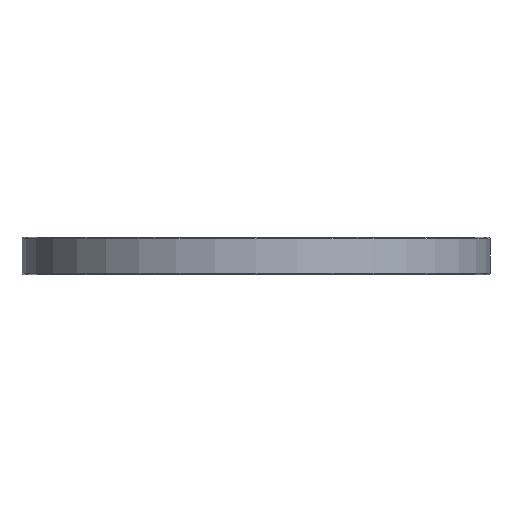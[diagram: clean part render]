
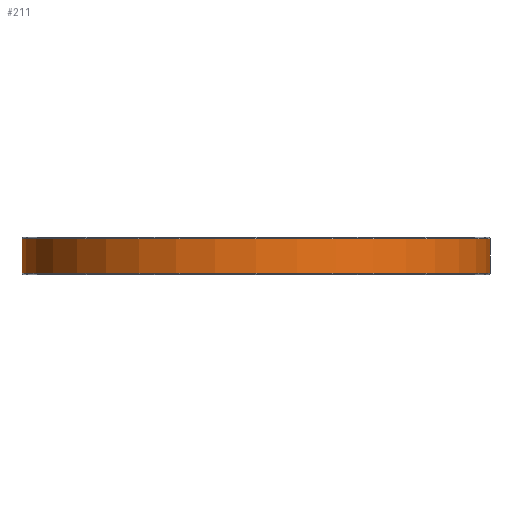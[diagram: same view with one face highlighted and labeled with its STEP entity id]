
A CAD part, front view. The second image highlights one B-rep face of the part: STEP entity #211.
In plain terms, the highlighted cylindrical face has radius 170 mm (diameter 340 mm), a partial arc.
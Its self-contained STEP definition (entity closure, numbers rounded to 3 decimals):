
#28 = EDGE_CURVE ( 'NONE', #157, #410, #1693, .T. ) ;
#127 = FACE_OUTER_BOUND ( 'NONE', #598, .T. ) ;
#157 = VERTEX_POINT ( 'NONE', #1268 ) ;
#190 = LINE ( 'NONE', #1606, #1708 ) ;
#211 = ADVANCED_FACE ( 'NONE', ( #127 ), #574, .T. ) ;
#213 = CARTESIAN_POINT ( 'NONE',  ( 0., 0., 26. ) ) ;
#251 = CIRCLE ( 'NONE', #1272, 170. ) ;
#295 = CARTESIAN_POINT ( 'NONE',  ( -170., 0., 26. ) ) ;
#305 = CARTESIAN_POINT ( 'NONE',  ( 170., 0., 26. ) ) ;
#410 = VERTEX_POINT ( 'NONE', #769 ) ;
#423 = DIRECTION ( 'NONE',  ( 0., 0., -1. ) ) ;
#550 = AXIS2_PLACEMENT_3D ( 'NONE', #1141, #423, #903 ) ;
#574 = CYLINDRICAL_SURFACE ( 'NONE', #550, 170. ) ;
#598 = EDGE_LOOP ( 'NONE', ( #721, #1041, #1147, #1637 ) ) ;
#721 = ORIENTED_EDGE ( 'NONE', *, *, #1873, .F. ) ;
#769 = CARTESIAN_POINT ( 'NONE',  ( 170., 0., 1. ) ) ;
#784 = VECTOR ( 'NONE', #1074, 1000. ) ;
#820 = VERTEX_POINT ( 'NONE', #295 ) ;
#885 = AXIS2_PLACEMENT_3D ( 'NONE', #959, #1368, #1822 ) ;
#903 = DIRECTION ( 'NONE',  ( -1., 0., 0. ) ) ;
#950 = VERTEX_POINT ( 'NONE', #305 ) ;
#959 = CARTESIAN_POINT ( 'NONE',  ( 0., 0., 1. ) ) ;
#1041 = ORIENTED_EDGE ( 'NONE', *, *, #1190, .T. ) ;
#1072 = DIRECTION ( 'NONE',  ( 1., 0., 0. ) ) ;
#1074 = DIRECTION ( 'NONE',  ( 0., 0., -1. ) ) ;
#1141 = CARTESIAN_POINT ( 'NONE',  ( 0., 0., 27. ) ) ;
#1147 = ORIENTED_EDGE ( 'NONE', *, *, #1676, .T. ) ;
#1190 = EDGE_CURVE ( 'NONE', #950, #820, #251, .T. ) ;
#1241 = LINE ( 'NONE', #1509, #784 ) ;
#1268 = CARTESIAN_POINT ( 'NONE',  ( -170., 0., 1. ) ) ;
#1272 = AXIS2_PLACEMENT_3D ( 'NONE', #213, #1763, #1072 ) ;
#1341 = DIRECTION ( 'NONE',  ( 0., 0., -1. ) ) ;
#1368 = DIRECTION ( 'NONE',  ( 0., 0., 1. ) ) ;
#1509 = CARTESIAN_POINT ( 'NONE',  ( 170., 0., 27. ) ) ;
#1606 = CARTESIAN_POINT ( 'NONE',  ( -170., 0., 27. ) ) ;
#1637 = ORIENTED_EDGE ( 'NONE', *, *, #28, .T. ) ;
#1676 = EDGE_CURVE ( 'NONE', #820, #157, #190, .T. ) ;
#1693 = CIRCLE ( 'NONE', #885, 170. ) ;
#1708 = VECTOR ( 'NONE', #1341, 1000. ) ;
#1763 = DIRECTION ( 'NONE',  ( 0., 0., -1. ) ) ;
#1822 = DIRECTION ( 'NONE',  ( 1., 0., 0. ) ) ;
#1873 = EDGE_CURVE ( 'NONE', #950, #410, #1241, .T. ) ;
